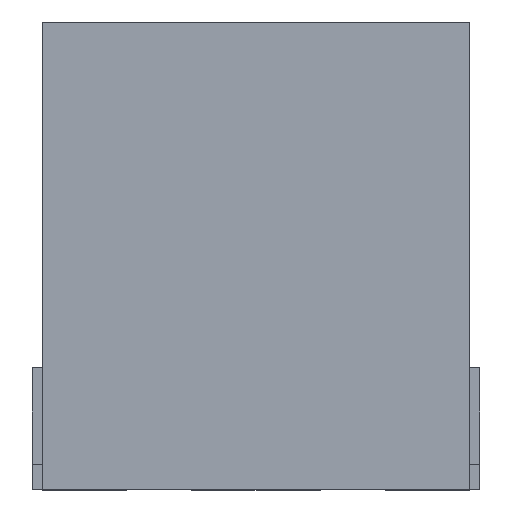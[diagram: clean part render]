
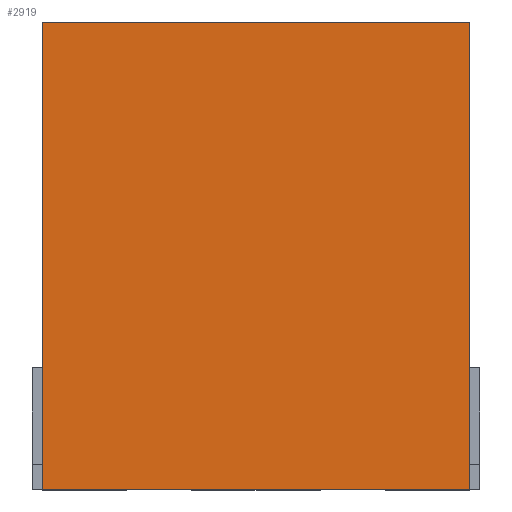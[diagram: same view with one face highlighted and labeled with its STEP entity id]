
A CAD part, top view. The second image highlights one B-rep face of the part: STEP entity #2919.
In plain terms, the highlighted planar face has unit normal (0, 0, 1).
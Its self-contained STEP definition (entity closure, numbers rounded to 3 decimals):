
#512=ORIENTED_EDGE('',*,*,#1172,.T.);
#513=ORIENTED_EDGE('',*,*,#1171,.F.);
#514=ORIENTED_EDGE('',*,*,#1159,.F.);
#515=ORIENTED_EDGE('',*,*,#943,.T.);
#943=EDGE_CURVE('',#1355,#1354,#1635,.T.);
#1159=EDGE_CURVE('',#1355,#1510,#1830,.T.);
#1171=EDGE_CURVE('',#1510,#1518,#1840,.T.);
#1172=EDGE_CURVE('',#1354,#1518,#1841,.T.);
#1354=VERTEX_POINT('',#4027);
#1355=VERTEX_POINT('',#4029);
#1510=VERTEX_POINT('',#4462);
#1518=VERTEX_POINT('',#4482);
#1635=LINE('',#4028,#2023);
#1830=LINE('',#4461,#2218);
#1840=LINE('',#4484,#2228);
#1841=LINE('',#4486,#2229);
#2023=VECTOR('',#3257,1000.);
#2218=VECTOR('',#3618,1000.);
#2228=VECTOR('',#3636,1000.);
#2229=VECTOR('',#3639,1000.);
#2462=EDGE_LOOP('',(#512,#513,#514,#515));
#2626=FACE_BOUND('',#2462,.T.);
#2774=PLANE('',#3119);
#2919=ADVANCED_FACE('',(#2626),#2774,.F.);
#3119=AXIS2_PLACEMENT_3D('',#4485,#3637,#3638);
#3257=DIRECTION('',(0.,-1.,0.));
#3618=DIRECTION('',(1.,0.,0.));
#3636=DIRECTION('',(0.,-1.,0.));
#3637=DIRECTION('',(0.,0.,-1.));
#3638=DIRECTION('',(-1.,0.,0.));
#3639=DIRECTION('',(1.,0.,0.));
#4027=CARTESIAN_POINT('',(-4.205,0.,3.5));
#4028=CARTESIAN_POINT('',(-4.205,9.2,3.5));
#4029=CARTESIAN_POINT('',(-4.205,9.2,3.5));
#4461=CARTESIAN_POINT('',(-4.205,9.2,3.5));
#4462=CARTESIAN_POINT('',(4.205,9.2,3.5));
#4482=CARTESIAN_POINT('',(4.205,0.,3.5));
#4484=CARTESIAN_POINT('',(4.205,9.2,3.5));
#4485=CARTESIAN_POINT('',(-4.205,9.2,3.5));
#4486=CARTESIAN_POINT('',(-4.205,0.,3.5));
